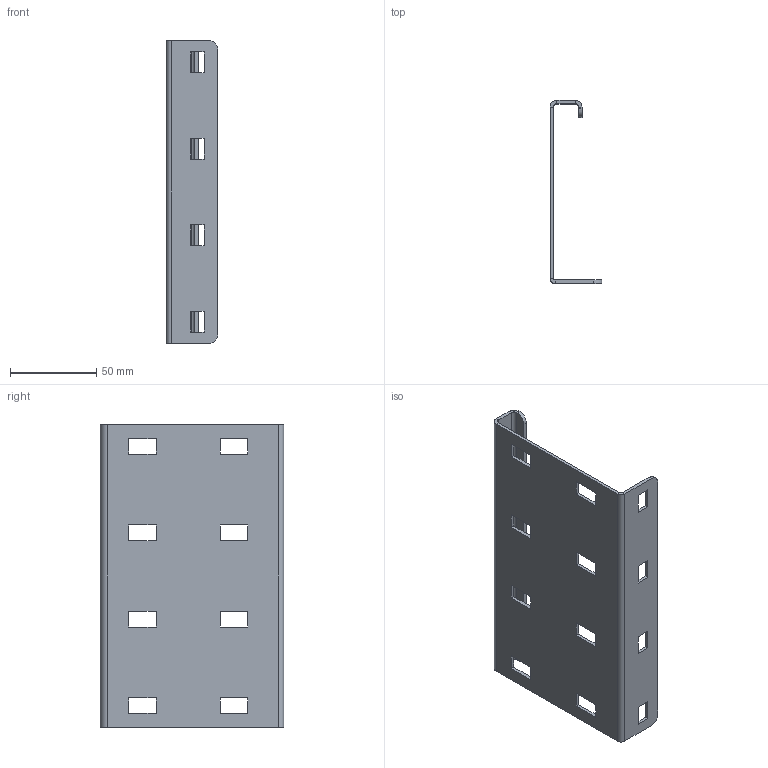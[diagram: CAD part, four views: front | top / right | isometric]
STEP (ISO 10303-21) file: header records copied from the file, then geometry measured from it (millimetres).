
FILE_DESCRIPTION((''),'2;1');
FILE_NAME('411001_PRT','2018-11-02T16:00:45',('tomasz.grudniewski'),(''),'CREO PARAMETRIC BY PTC INC, 2018260','CREO PARAMETRIC BY PTC INC, 2018260','');
FILE_SCHEMA(('CONFIG_CONTROL_DESIGN'));
Length unit declared in the file: millimetre
Products named in the file (1): 411001_PRT
Bounding box: 30 x 106 x 175 mm (x, y, z)
Volume: 51158.3 mm3; surface area: 53581.4 mm2
Topology: 1 solids, 1 shells, 82 faces, 216 edges, 136 vertices
Faces by surface type: plane 72, cylinder 10
Entity records: 2554 total; most frequent: CARTESIAN_POINT 434, ORIENTED_EDGE 432, DIRECTION 400, EDGE_CURVE 216, VECTOR 196, LINE 196, VERTEX_POINT 136, EDGE_LOOP 106
